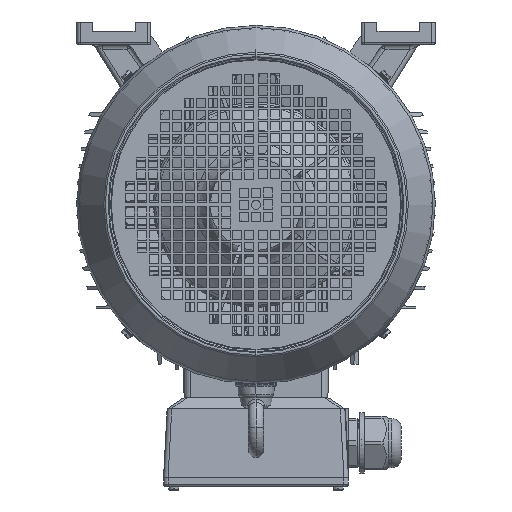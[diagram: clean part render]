
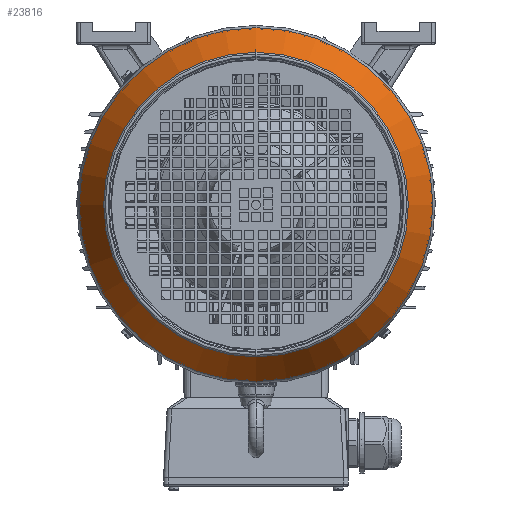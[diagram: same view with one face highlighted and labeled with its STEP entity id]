
A CAD part, left-side view. The second image highlights one B-rep face of the part: STEP entity #23816.
In plain terms, the highlighted conical face has half-angle 30 degrees and reference radius 144.197 mm.
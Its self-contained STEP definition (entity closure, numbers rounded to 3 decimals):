
#12326=CONICAL_SURFACE('',#99977,144.197,30.);
#16403=CIRCLE('',#99970,154.99);
#16406=CIRCLE('',#99975,133.405);
#16407=CIRCLE('',#99976,133.405);
#23816=ADVANCED_FACE('',(#28676,#28677),#12326,.T.);
#28676=FACE_BOUND('',#32993,.T.);
#28677=FACE_BOUND('',#32994,.T.);
#32993=EDGE_LOOP('',(#65488));
#32994=EDGE_LOOP('',(#65489,#65490));
#65488=ORIENTED_EDGE('',*,*,#89479,.F.);
#65489=ORIENTED_EDGE('',*,*,#89482,.T.);
#65490=ORIENTED_EDGE('',*,*,#89483,.T.);
#79145=VERTEX_POINT('',#158920);
#79148=VERTEX_POINT('',#158928);
#79149=VERTEX_POINT('',#158929);
#89479=EDGE_CURVE('',#79145,#79145,#16403,.T.);
#89482=EDGE_CURVE('',#79148,#79149,#16406,.T.);
#89483=EDGE_CURVE('',#79149,#79148,#16407,.T.);
#99970=AXIS2_PLACEMENT_3D('',#158919,#116192,#116193);
#99975=AXIS2_PLACEMENT_3D('',#158927,#116202,#116203);
#99976=AXIS2_PLACEMENT_3D('',#158930,#116204,#116205);
#99977=AXIS2_PLACEMENT_3D('',#158931,#116206,#116207);
#116192=DIRECTION('',(1.,0.,0.));
#116193=DIRECTION('',(0.,0.,-1.));
#116202=DIRECTION('',(1.,0.,0.));
#116203=DIRECTION('',(0.,0.,-1.));
#116204=DIRECTION('',(1.,0.,0.));
#116205=DIRECTION('',(0.,0.,-1.));
#116206=DIRECTION('',(1.,0.,0.));
#116207=DIRECTION('',(0.,0.,1.));
#158919=CARTESIAN_POINT('',(-111.046,166.457,-166.457));
#158920=CARTESIAN_POINT('',(-111.046,166.457,-321.448));
#158927=CARTESIAN_POINT('',(-148.433,166.457,-166.457));
#158928=CARTESIAN_POINT('',(-148.433,166.457,-299.862));
#158929=CARTESIAN_POINT('',(-148.433,166.457,-33.053));
#158930=CARTESIAN_POINT('',(-148.433,166.457,-166.457));
#158931=CARTESIAN_POINT('',(-129.739,166.457,-166.457));
